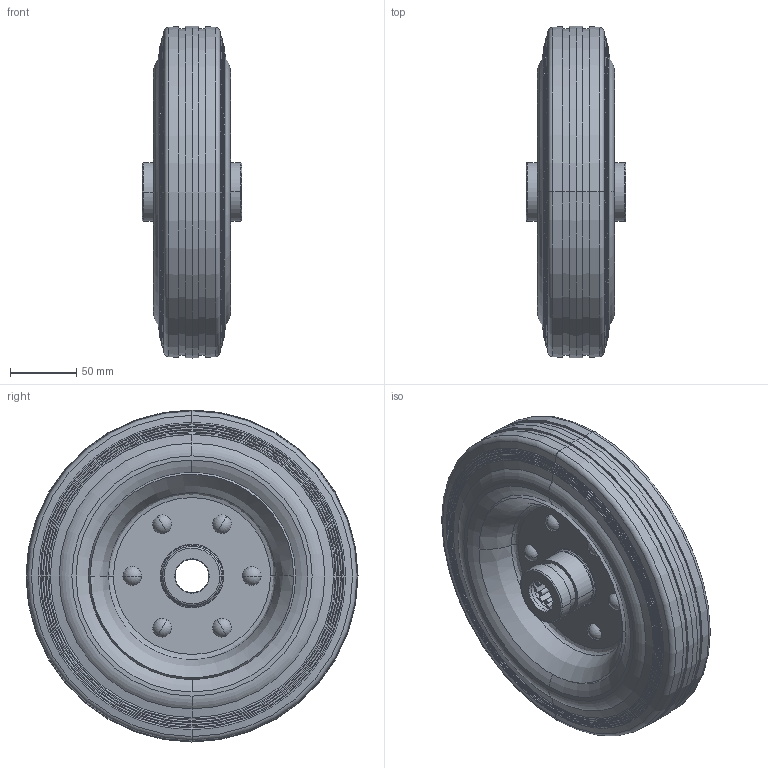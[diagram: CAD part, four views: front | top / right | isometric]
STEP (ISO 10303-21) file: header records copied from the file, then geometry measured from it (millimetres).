
FILE_DESCRIPTION (( 'STEP AP214' ), '1' );
FILE_NAME ('0013257.step', '2023-01-05T09:25:01', ( '' ), ( '' ), 'SwSTEP 2.0', 'SolidWorks 2020', '' );
FILE_SCHEMA (( 'AUTOMOTIVE_DESIGN' ));
Length unit declared in the file: millimetre
Products named in the file (1): 0013257
Bounding box: 75 x 250 x 250 mm (x, y, z)
Surface area: 206524.5 mm2 (no closed solid volume)
Topology: 0 solids, 30 shells, 219 faces, 672 edges, 456 vertices
Faces by surface type: bspline 118, plane 53, cone 36, torus 12
Entity records: 21538 total; most frequent: CARTESIAN_POINT 14180, ORIENTED_EDGE 1078, DIRECTION 684, EDGE_CURVE 648, VERTEX_POINT 456, B_SPLINE_CURVE_WITH_KNOTS 300, EDGE_LOOP 250, AXIS2_PLACEMENT_3D 234
